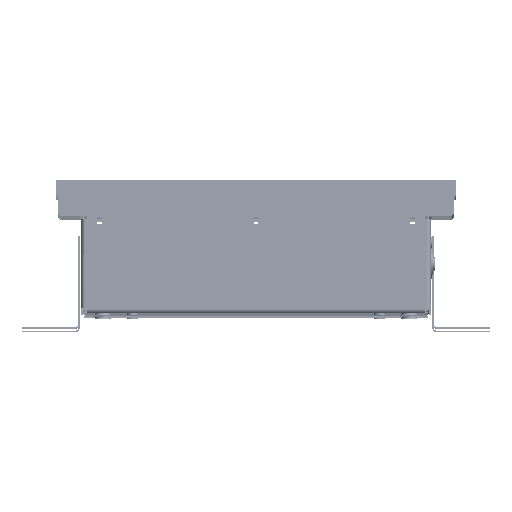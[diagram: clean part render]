
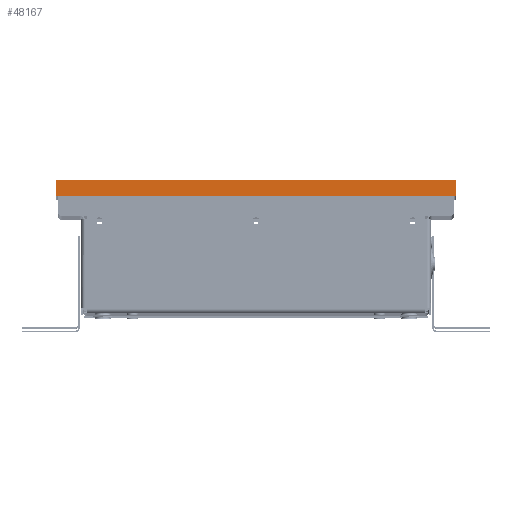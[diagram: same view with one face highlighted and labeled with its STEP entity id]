
A CAD part, top view. The second image highlights one B-rep face of the part: STEP entity #48167.
In plain terms, the highlighted face is planar.
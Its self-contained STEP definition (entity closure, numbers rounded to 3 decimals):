
#47297=DIRECTION('',(0.,1.,0.));
#47298=VECTOR('',#47297,9.4);
#47299=CARTESIAN_POINT('',(242.288,186.003,
0.));
#47300=LINE('',#47299,#47298);
#47501=CARTESIAN_POINT('',(242.288,186.003,242.3));
#47509=DIRECTION('',(0.,0.,1.));
#47510=VECTOR('',#47509,242.3);
#47511=CARTESIAN_POINT('',(242.288,186.003,
0.));
#47512=LINE('',#47511,#47510);
#47525=DIRECTION('',(0.,1.,0.));
#47526=VECTOR('',#47525,9.4);
#47527=CARTESIAN_POINT('',(242.288,186.003,242.3));
#47528=LINE('',#47527,#47526);
#47549=DIRECTION('',(0.,0.,-1.));
#47550=VECTOR('',#47549,242.3);
#47551=CARTESIAN_POINT('',(242.288,195.403,242.3));
#47552=LINE('',#47551,#47550);
#47616=VERTEX_POINT('',#47501);
#47617=CARTESIAN_POINT('',(242.288,186.003,
0.));
#47618=VERTEX_POINT('',#47617);
#47619=CARTESIAN_POINT('',(242.288,195.403,242.3));
#47620=CARTESIAN_POINT('',(242.288,195.403,
0.));
#47621=VERTEX_POINT('',#47619);
#47622=VERTEX_POINT('',#47620);
#48156=CARTESIAN_POINT('',(242.288,190.703,121.15));
#48157=DIRECTION('',(1.,0.,0.));
#48158=DIRECTION('',(0.,-1.,0.));
#48159=AXIS2_PLACEMENT_3D('',#48156,#48157,#48158);
#48160=PLANE('',#48159);
#48161=ORIENTED_EDGE('',*,*,#48144,.T.);
#48162=ORIENTED_EDGE('',*,*,#47778,.F.);
#48163=ORIENTED_EDGE('',*,*,#48101,.T.);
#48164=ORIENTED_EDGE('',*,*,#48123,.T.);
#48165=EDGE_LOOP('',(#48161,#48162,#48163,#48164));
#48166=FACE_OUTER_BOUND('',#48165,.F.);
#47778=EDGE_CURVE('',#47618,#47622,#47300,.T.);
#48101=EDGE_CURVE('',#47618,#47616,#47512,.T.);
#48123=EDGE_CURVE('',#47616,#47621,#47528,.T.);
#48144=EDGE_CURVE('',#47621,#47622,#47552,.T.);
#48167=ADVANCED_FACE('',(#48166),#48160,.T.);
